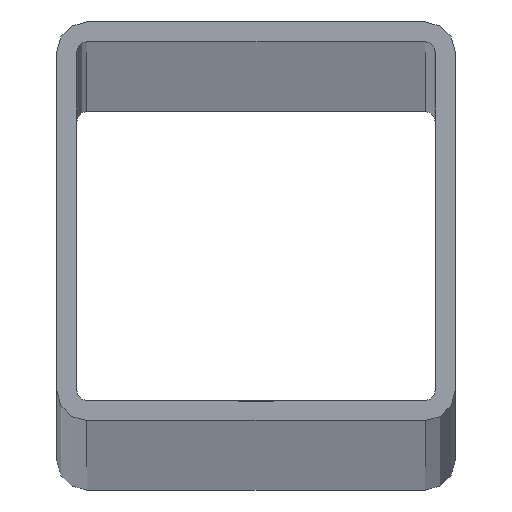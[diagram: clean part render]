
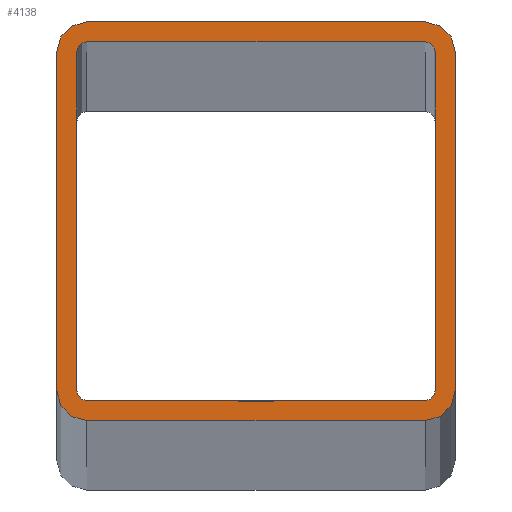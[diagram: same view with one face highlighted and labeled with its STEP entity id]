
A CAD part, top view. The second image highlights one B-rep face of the part: STEP entity #4138.
In plain terms, the highlighted planar face has unit normal (0, 0, 1).
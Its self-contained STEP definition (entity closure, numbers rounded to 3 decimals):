
#263 = DIRECTION ( 'NONE',  ( 0., -1., 0. ) ) ;
#420 = DIRECTION ( 'NONE',  ( 0., 0., 1. ) ) ;
#509 = LINE ( 'NONE', #1394, #9030 ) ;
#785 = VERTEX_POINT ( 'NONE', #4890 ) ;
#801 = VERTEX_POINT ( 'NONE', #3189 ) ;
#825 = CARTESIAN_POINT ( 'NONE',  ( -25.5, 27., 0. ) ) ;
#1115 = CARTESIAN_POINT ( 'NONE',  ( -25.5, 30., 0. ) ) ;
#1116 = CARTESIAN_POINT ( 'NONE',  ( 0., -27., 0. ) ) ;
#1380 = EDGE_CURVE ( 'NONE', #7832, #13859, #11194, .T. ) ;
#1383 = CARTESIAN_POINT ( 'NONE',  ( 27., -25.5, 0. ) ) ;
#1394 = CARTESIAN_POINT ( 'NONE',  ( 30., 30., 0. ) ) ;
#1483 = LINE ( 'NONE', #1864, #10364 ) ;
#1609 = CARTESIAN_POINT ( 'NONE',  ( 30., -25.5, 0. ) ) ;
#1864 = CARTESIAN_POINT ( 'NONE',  ( -30., 30., 0. ) ) ;
#1913 = FACE_BOUND ( 'NONE', #3920, .T. ) ;
#2016 = VECTOR ( 'NONE', #9591, 1000. ) ;
#2035 = DIRECTION ( 'NONE',  ( 1., 0., 0. ) ) ;
#2076 = DIRECTION ( 'NONE',  ( 0., 0., 1. ) ) ;
#2099 = CIRCLE ( 'NONE', #4507, 1.5 ) ;
#2119 = CARTESIAN_POINT ( 'NONE',  ( 30., 25.5, 0. ) ) ;
#2381 = LINE ( 'NONE', #5092, #2016 ) ;
#2393 = DIRECTION ( 'NONE',  ( 0., 0., 1. ) ) ;
#2416 = EDGE_CURVE ( 'NONE', #5885, #7522, #2999, .T. ) ;
#2469 = CARTESIAN_POINT ( 'NONE',  ( -27., 0., 0. ) ) ;
#2532 = CARTESIAN_POINT ( 'NONE',  ( -25.5, -25.5, 0. ) ) ;
#2568 = ORIENTED_EDGE ( 'NONE', *, *, #10736, .F. ) ;
#2600 = AXIS2_PLACEMENT_3D ( 'NONE', #6222, #7289, #12560 ) ;
#2728 = CIRCLE ( 'NONE', #7389, 4.5 ) ;
#2985 = EDGE_CURVE ( 'NONE', #4450, #9275, #2099, .T. ) ;
#2999 = LINE ( 'NONE', #9756, #3855 ) ;
#3119 = EDGE_CURVE ( 'NONE', #12646, #801, #7679, .T. ) ;
#3189 = CARTESIAN_POINT ( 'NONE',  ( 25.5, 27., 0. ) ) ;
#3302 = CARTESIAN_POINT ( 'NONE',  ( 25.5, -30., 0. ) ) ;
#3337 = CARTESIAN_POINT ( 'NONE',  ( 25.5, 30., 0. ) ) ;
#3638 = ORIENTED_EDGE ( 'NONE', *, *, #3119, .F. ) ;
#3645 = CIRCLE ( 'NONE', #2600, 4.5 ) ;
#3697 = DIRECTION ( 'NONE',  ( 1., 0., 0. ) ) ;
#3852 = CARTESIAN_POINT ( 'NONE',  ( 25.5, 25.5, 0. ) ) ;
#3855 = VECTOR ( 'NONE', #7583, 1000. ) ;
#3887 = ORIENTED_EDGE ( 'NONE', *, *, #11296, .T. ) ;
#3920 = EDGE_LOOP ( 'NONE', ( #14154, #3638, #5260, #6950, #13153, #2568, #6932, #8914 ) ) ;
#3980 = CARTESIAN_POINT ( 'NONE',  ( -30., 25.5, 0. ) ) ;
#4036 = LINE ( 'NONE', #13587, #4898 ) ;
#4138 = ADVANCED_FACE ( 'NONE', ( #1913, #11337 ), #9193, .T. ) ;
#4326 = DIRECTION ( 'NONE',  ( 0., 0., 1. ) ) ;
#4434 = CARTESIAN_POINT ( 'NONE',  ( -25.5, -27., 0. ) ) ;
#4437 = CARTESIAN_POINT ( 'NONE',  ( -27., 25.5, 0. ) ) ;
#4450 = VERTEX_POINT ( 'NONE', #13042 ) ;
#4507 = AXIS2_PLACEMENT_3D ( 'NONE', #8368, #7321, #9580 ) ;
#4571 = AXIS2_PLACEMENT_3D ( 'NONE', #6972, #2393, #4722 ) ;
#4583 = AXIS2_PLACEMENT_3D ( 'NONE', #3852, #4821, #10608 ) ;
#4621 = CIRCLE ( 'NONE', #14112, 4.5 ) ;
#4722 = DIRECTION ( 'NONE',  ( 1., 0., 0. ) ) ;
#4761 = VERTEX_POINT ( 'NONE', #2119 ) ;
#4763 = DIRECTION ( 'NONE',  ( 0., 1., 0. ) ) ;
#4821 = DIRECTION ( 'NONE',  ( 0., 0., 1. ) ) ;
#4842 = EDGE_CURVE ( 'NONE', #801, #13586, #4036, .T. ) ;
#4890 = CARTESIAN_POINT ( 'NONE',  ( -30., -25.5, 0. ) ) ;
#4893 = VERTEX_POINT ( 'NONE', #12717 ) ;
#4898 = VECTOR ( 'NONE', #6903, 1000. ) ;
#5054 = VERTEX_POINT ( 'NONE', #3980 ) ;
#5092 = CARTESIAN_POINT ( 'NONE',  ( 27., 0., 0. ) ) ;
#5207 = DIRECTION ( 'NONE',  ( 1., 0., 0. ) ) ;
#5260 = ORIENTED_EDGE ( 'NONE', *, *, #13172, .F. ) ;
#5281 = AXIS2_PLACEMENT_3D ( 'NONE', #9865, #4326, #14369 ) ;
#5705 = LINE ( 'NONE', #1116, #11261 ) ;
#5758 = DIRECTION ( 'NONE',  ( -1., 0., 0. ) ) ;
#5885 = VERTEX_POINT ( 'NONE', #10690 ) ;
#6222 = CARTESIAN_POINT ( 'NONE',  ( 25.5, -25.5, 0. ) ) ;
#6389 = EDGE_CURVE ( 'NONE', #8222, #4893, #12051, .T. ) ;
#6401 = CARTESIAN_POINT ( 'NONE',  ( 27., 25.5, 0. ) ) ;
#6578 = ORIENTED_EDGE ( 'NONE', *, *, #11685, .T. ) ;
#6709 = DIRECTION ( 'NONE',  ( 0., -1., 0. ) ) ;
#6741 = EDGE_CURVE ( 'NONE', #7522, #10852, #3645, .T. ) ;
#6903 = DIRECTION ( 'NONE',  ( -1., 0., 0. ) ) ;
#6932 = ORIENTED_EDGE ( 'NONE', *, *, #6389, .F. ) ;
#6950 = ORIENTED_EDGE ( 'NONE', *, *, #2985, .F. ) ;
#6972 = CARTESIAN_POINT ( 'NONE',  ( 0., 0., 0. ) ) ;
#7190 = EDGE_CURVE ( 'NONE', #10852, #4761, #509, .T. ) ;
#7213 = EDGE_LOOP ( 'NONE', ( #8237, #9653, #6578, #3887, #13762, #8285, #14263, #8920 ) ) ;
#7289 = DIRECTION ( 'NONE',  ( 0., 0., 1. ) ) ;
#7321 = DIRECTION ( 'NONE',  ( 0., 0., 1. ) ) ;
#7389 = AXIS2_PLACEMENT_3D ( 'NONE', #12095, #2076, #13213 ) ;
#7442 = CIRCLE ( 'NONE', #8485, 1.5 ) ;
#7522 = VERTEX_POINT ( 'NONE', #3302 ) ;
#7583 = DIRECTION ( 'NONE',  ( 1., 0., 0. ) ) ;
#7679 = CIRCLE ( 'NONE', #5281, 1.5 ) ;
#7832 = VERTEX_POINT ( 'NONE', #3337 ) ;
#8212 = VECTOR ( 'NONE', #5758, 1000. ) ;
#8222 = VERTEX_POINT ( 'NONE', #4437 ) ;
#8237 = ORIENTED_EDGE ( 'NONE', *, *, #1380, .T. ) ;
#8285 = ORIENTED_EDGE ( 'NONE', *, *, #6741, .T. ) ;
#8352 = VECTOR ( 'NONE', #263, 1000. ) ;
#8368 = CARTESIAN_POINT ( 'NONE',  ( 25.5, -25.5, 0. ) ) ;
#8485 = AXIS2_PLACEMENT_3D ( 'NONE', #2532, #9250, #3697 ) ;
#8914 = ORIENTED_EDGE ( 'NONE', *, *, #10332, .F. ) ;
#8920 = ORIENTED_EDGE ( 'NONE', *, *, #12593, .T. ) ;
#9030 = VECTOR ( 'NONE', #4763, 1000. ) ;
#9193 = PLANE ( 'NONE',  #4571 ) ;
#9250 = DIRECTION ( 'NONE',  ( 0., 0., 1. ) ) ;
#9275 = VERTEX_POINT ( 'NONE', #1383 ) ;
#9281 = CARTESIAN_POINT ( 'NONE',  ( -25.5, 25.5, 0. ) ) ;
#9580 = DIRECTION ( 'NONE',  ( 1., 0., 0. ) ) ;
#9591 = DIRECTION ( 'NONE',  ( 0., 1., 0. ) ) ;
#9653 = ORIENTED_EDGE ( 'NONE', *, *, #12451, .T. ) ;
#9756 = CARTESIAN_POINT ( 'NONE',  ( -30., -30., 0. ) ) ;
#9777 = VERTEX_POINT ( 'NONE', #4434 ) ;
#9865 = CARTESIAN_POINT ( 'NONE',  ( 25.5, 25.5, 0. ) ) ;
#10287 = CARTESIAN_POINT ( 'NONE',  ( -25.5, 25.5, 0. ) ) ;
#10332 = EDGE_CURVE ( 'NONE', #13586, #8222, #10927, .T. ) ;
#10364 = VECTOR ( 'NONE', #6709, 1000. ) ;
#10608 = DIRECTION ( 'NONE',  ( 1., 0., 0. ) ) ;
#10690 = CARTESIAN_POINT ( 'NONE',  ( -25.5, -30., 0. ) ) ;
#10736 = EDGE_CURVE ( 'NONE', #4893, #9777, #7442, .T. ) ;
#10852 = VERTEX_POINT ( 'NONE', #1609 ) ;
#10927 = CIRCLE ( 'NONE', #12721, 1.5 ) ;
#11194 = LINE ( 'NONE', #11289, #8212 ) ;
#11261 = VECTOR ( 'NONE', #2035, 1000. ) ;
#11289 = CARTESIAN_POINT ( 'NONE',  ( -30., 30., 0. ) ) ;
#11296 = EDGE_CURVE ( 'NONE', #785, #5885, #2728, .T. ) ;
#11337 = FACE_OUTER_BOUND ( 'NONE', #7213, .T. ) ;
#11343 = DIRECTION ( 'NONE',  ( 0., 0., 1. ) ) ;
#11685 = EDGE_CURVE ( 'NONE', #5054, #785, #1483, .T. ) ;
#12051 = LINE ( 'NONE', #2469, #8352 ) ;
#12095 = CARTESIAN_POINT ( 'NONE',  ( -25.5, -25.5, 0. ) ) ;
#12451 = EDGE_CURVE ( 'NONE', #13859, #5054, #4621, .T. ) ;
#12560 = DIRECTION ( 'NONE',  ( 1., 0., 0. ) ) ;
#12593 = EDGE_CURVE ( 'NONE', #4761, #7832, #12693, .T. ) ;
#12646 = VERTEX_POINT ( 'NONE', #6401 ) ;
#12693 = CIRCLE ( 'NONE', #4583, 4.5 ) ;
#12717 = CARTESIAN_POINT ( 'NONE',  ( -27., -25.5, 0. ) ) ;
#12721 = AXIS2_PLACEMENT_3D ( 'NONE', #10287, #11343, #13498 ) ;
#13042 = CARTESIAN_POINT ( 'NONE',  ( 25.5, -27., 0. ) ) ;
#13153 = ORIENTED_EDGE ( 'NONE', *, *, #14028, .F. ) ;
#13172 = EDGE_CURVE ( 'NONE', #9275, #12646, #2381, .T. ) ;
#13213 = DIRECTION ( 'NONE',  ( 1., 0., 0. ) ) ;
#13498 = DIRECTION ( 'NONE',  ( 1., 0., 0. ) ) ;
#13586 = VERTEX_POINT ( 'NONE', #825 ) ;
#13587 = CARTESIAN_POINT ( 'NONE',  ( 0., 27., 0. ) ) ;
#13762 = ORIENTED_EDGE ( 'NONE', *, *, #2416, .T. ) ;
#13859 = VERTEX_POINT ( 'NONE', #1115 ) ;
#14028 = EDGE_CURVE ( 'NONE', #9777, #4450, #5705, .T. ) ;
#14112 = AXIS2_PLACEMENT_3D ( 'NONE', #9281, #420, #5207 ) ;
#14154 = ORIENTED_EDGE ( 'NONE', *, *, #4842, .F. ) ;
#14263 = ORIENTED_EDGE ( 'NONE', *, *, #7190, .T. ) ;
#14369 = DIRECTION ( 'NONE',  ( 1., 0., 0. ) ) ;
